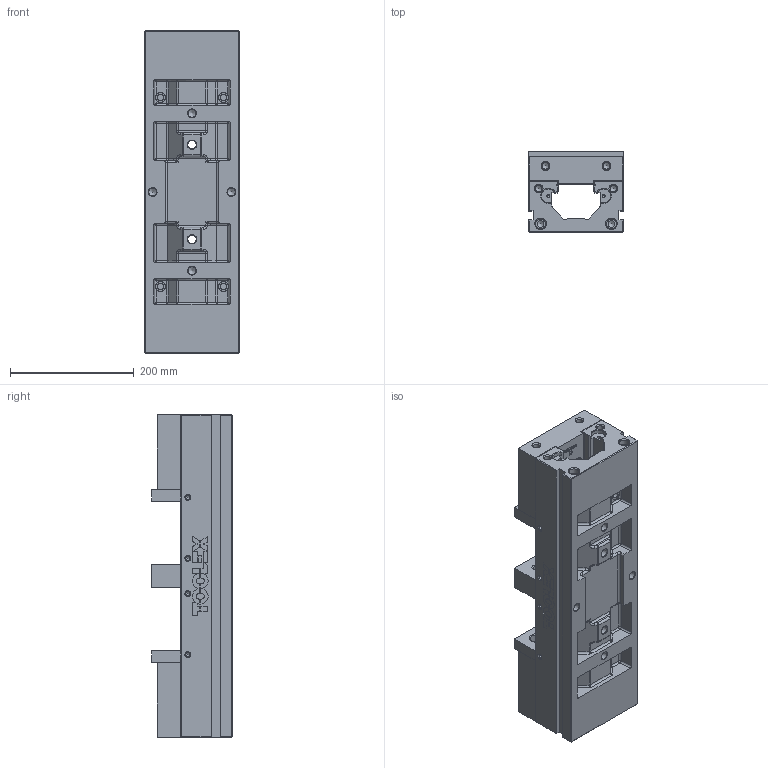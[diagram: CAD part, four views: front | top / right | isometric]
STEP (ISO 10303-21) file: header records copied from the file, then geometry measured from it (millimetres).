
FILE_DESCRIPTION(/* description */ (''),/* implementation_level */ '2;1');
FILE_NAME(/* name */ 'RWS6002HJ.stp',/* time_stamp */ '2021-04-02T08:47:58-04:00',/* author */ ('slane'),/* organization */ (''),/* preprocessor_version */ 'ST-DEVELOPER v18',/* originating_system */ 'Autodesk Inventor 2020',/* authorisation */ '');
FILE_SCHEMA (('AUTOMOTIVE_DESIGN { 1 0 10303 214 3 1 1 }'));
Products named in the file (7): RWS6002HJ; RWS6002; RWS6543; RWS4010T; scj6030; SCJ6400; SHJ6001
Assembly tree (8 placements, depth 3):
  RWS6002HJ
    RWS6002
      RWS6543
      RWS4010T
    scj6030
    SCJ6400  x2
    SHJ6001  x2
Bounding box: 152.4 x 129.54 x 520.7 mm (x, y, z)
Volume: 5458597.5 mm3; surface area: 646721.4 mm2
Topology: 7 solids, 7 shells, 2656 faces, 7198 edges, 4706 vertices
Faces by surface type: plane 1364, bspline 765, cylinder 340, cone 135, sphere 36, torus 16
Full cylindrical faces by diameter (mm): 3.264 x2, 3.962 x1, 4.064 x2, 4.851 x1, 4.978 x6, 5.537 x1, 6.401 x8, 10.312 x4, 10.592 x18, 12.713 x4, 13.487 x4, 14.275 x4, 15.088 x4, 15.875 x8, 19.177 x2, 19.837 x4, 20.625 x4, 25.451 x1, 28.562 x2
Entity records: 81717 total; most frequent: CARTESIAN_POINT 23207, ORIENTED_EDGE 13270, DIRECTION 9729, EDGE_CURVE 6635, VERTEX_POINT 4387, LINE 4355, VECTOR 4355, EDGE_LOOP 2730
